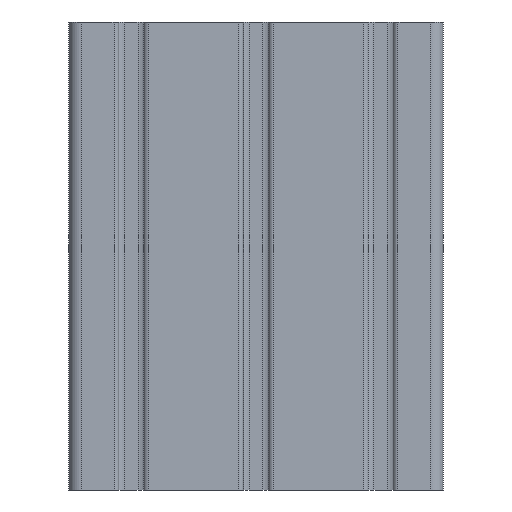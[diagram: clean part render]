
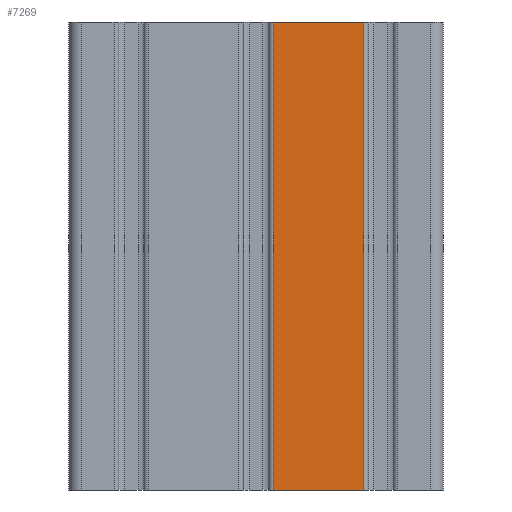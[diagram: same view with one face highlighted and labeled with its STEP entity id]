
A CAD part, front view. The second image highlights one B-rep face of the part: STEP entity #7269.
In plain terms, the highlighted planar face has unit normal (0, -1, 0).
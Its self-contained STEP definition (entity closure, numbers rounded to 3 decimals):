
#45 = PLANE('',#46);
#46 = AXIS2_PLACEMENT_3D('',#47,#48,#49);
#47 = CARTESIAN_POINT('',(60.,20.,0.));
#48 = DIRECTION('',(0.,0.,1.));
#49 = DIRECTION('',(1.,0.,-0.));
#102 = PLANE('',#103);
#103 = AXIS2_PLACEMENT_3D('',#104,#105,#106);
#104 = CARTESIAN_POINT('',(60.,20.,150.));
#105 = DIRECTION('',(0.,0.,1.));
#106 = DIRECTION('',(1.,0.,-0.));
#2465 = CYLINDRICAL_SURFACE('',#2466,1.5);
#2466 = AXIS2_PLACEMENT_3D('',#2467,#2468,#2469);
#2467 = CARTESIAN_POINT('',(94.5,1.5,0.));
#2468 = DIRECTION('',(0.,0.,-1.));
#2469 = DIRECTION('',(0.,-1.,0.));
#3572 = VERTEX_POINT('',#3573);
#3573 = CARTESIAN_POINT('',(94.5,0.,150.));
#3595 = EDGE_CURVE('',#3596,#3572,#3598,.T.);
#3596 = VERTEX_POINT('',#3597);
#3597 = CARTESIAN_POINT('',(94.5,0.,0.));
#3598 = SURFACE_CURVE('',#3599,(#3603,#3610),.PCURVE_S1.);
#3599 = LINE('',#3600,#3601);
#3600 = CARTESIAN_POINT('',(94.5,0.,0.));
#3601 = VECTOR('',#3602,1.);
#3602 = DIRECTION('',(0.,0.,1.));
#3603 = PCURVE('',#2465,#3604);
#3604 = DEFINITIONAL_REPRESENTATION('',(#3605),#3609);
#3605 = LINE('',#3606,#3607);
#3606 = CARTESIAN_POINT('',(6.283,0.));
#3607 = VECTOR('',#3608,1.);
#3608 = DIRECTION('',(0.,-1.));
#3609 = ( GEOMETRIC_REPRESENTATION_CONTEXT(2) 
PARAMETRIC_REPRESENTATION_CONTEXT() REPRESENTATION_CONTEXT('2D SPACE',''
  ) );
#3610 = PCURVE('',#3611,#3616);
#3611 = PLANE('',#3612);
#3612 = AXIS2_PLACEMENT_3D('',#3613,#3614,#3615);
#3613 = CARTESIAN_POINT('',(116.,0.,0.));
#3614 = DIRECTION('',(0.,-1.,0.));
#3615 = DIRECTION('',(1.,0.,0.));
#3616 = DEFINITIONAL_REPRESENTATION('',(#3617),#3621);
#3617 = LINE('',#3618,#3619);
#3618 = CARTESIAN_POINT('',(-21.5,0.));
#3619 = VECTOR('',#3620,1.);
#3620 = DIRECTION('',(0.,1.));
#3621 = ( GEOMETRIC_REPRESENTATION_CONTEXT(2) 
PARAMETRIC_REPRESENTATION_CONTEXT() REPRESENTATION_CONTEXT('2D SPACE',''
  ) );
#3708 = EDGE_CURVE('',#3709,#3596,#3711,.T.);
#3709 = VERTEX_POINT('',#3710);
#3710 = CARTESIAN_POINT('',(65.5,0.,0.));
#3711 = SURFACE_CURVE('',#3712,(#3716,#3723),.PCURVE_S1.);
#3712 = LINE('',#3713,#3714);
#3713 = CARTESIAN_POINT('',(4.,0.,0.));
#3714 = VECTOR('',#3715,1.);
#3715 = DIRECTION('',(1.,0.,0.));
#3716 = PCURVE('',#45,#3717);
#3717 = DEFINITIONAL_REPRESENTATION('',(#3718),#3722);
#3718 = LINE('',#3719,#3720);
#3719 = CARTESIAN_POINT('',(-56.,-20.));
#3720 = VECTOR('',#3721,1.);
#3721 = DIRECTION('',(1.,0.));
#3722 = ( GEOMETRIC_REPRESENTATION_CONTEXT(2) 
PARAMETRIC_REPRESENTATION_CONTEXT() REPRESENTATION_CONTEXT('2D SPACE',''
  ) );
#3723 = PCURVE('',#3611,#3724);
#3724 = DEFINITIONAL_REPRESENTATION('',(#3725),#3729);
#3725 = LINE('',#3726,#3727);
#3726 = CARTESIAN_POINT('',(-112.,0.));
#3727 = VECTOR('',#3728,1.);
#3728 = DIRECTION('',(1.,0.));
#3729 = ( GEOMETRIC_REPRESENTATION_CONTEXT(2) 
PARAMETRIC_REPRESENTATION_CONTEXT() REPRESENTATION_CONTEXT('2D SPACE',''
  ) );
#3752 = CYLINDRICAL_SURFACE('',#3753,1.5);
#3753 = AXIS2_PLACEMENT_3D('',#3754,#3755,#3756);
#3754 = CARTESIAN_POINT('',(65.5,1.5,0.));
#3755 = DIRECTION('',(0.,0.,-1.));
#3756 = DIRECTION('',(-1.,0.,0.));
#7269 = ADVANCED_FACE('',(#7270),#3611,.T.);
#7270 = FACE_BOUND('',#7271,.T.);
#7271 = EDGE_LOOP('',(#7272,#7273,#7296,#7317));
#7272 = ORIENTED_EDGE('',*,*,#3595,.T.);
#7273 = ORIENTED_EDGE('',*,*,#7274,.T.);
#7274 = EDGE_CURVE('',#3572,#7275,#7277,.T.);
#7275 = VERTEX_POINT('',#7276);
#7276 = CARTESIAN_POINT('',(65.5,0.,150.));
#7277 = SURFACE_CURVE('',#7278,(#7282,#7289),.PCURVE_S1.);
#7278 = LINE('',#7279,#7280);
#7279 = CARTESIAN_POINT('',(4.,0.,150.));
#7280 = VECTOR('',#7281,1.);
#7281 = DIRECTION('',(-1.,0.,0.));
#7282 = PCURVE('',#3611,#7283);
#7283 = DEFINITIONAL_REPRESENTATION('',(#7284),#7288);
#7284 = LINE('',#7285,#7286);
#7285 = CARTESIAN_POINT('',(-112.,150.));
#7286 = VECTOR('',#7287,1.);
#7287 = DIRECTION('',(-1.,0.));
#7288 = ( GEOMETRIC_REPRESENTATION_CONTEXT(2) 
PARAMETRIC_REPRESENTATION_CONTEXT() REPRESENTATION_CONTEXT('2D SPACE',''
  ) );
#7289 = PCURVE('',#102,#7290);
#7290 = DEFINITIONAL_REPRESENTATION('',(#7291),#7295);
#7291 = LINE('',#7292,#7293);
#7292 = CARTESIAN_POINT('',(-56.,-20.));
#7293 = VECTOR('',#7294,1.);
#7294 = DIRECTION('',(-1.,0.));
#7295 = ( GEOMETRIC_REPRESENTATION_CONTEXT(2) 
PARAMETRIC_REPRESENTATION_CONTEXT() REPRESENTATION_CONTEXT('2D SPACE',''
  ) );
#7296 = ORIENTED_EDGE('',*,*,#7297,.T.);
#7297 = EDGE_CURVE('',#7275,#3709,#7298,.T.);
#7298 = SURFACE_CURVE('',#7299,(#7303,#7310),.PCURVE_S1.);
#7299 = LINE('',#7300,#7301);
#7300 = CARTESIAN_POINT('',(65.5,0.,75.));
#7301 = VECTOR('',#7302,1.);
#7302 = DIRECTION('',(0.,0.,-1.));
#7303 = PCURVE('',#3611,#7304);
#7304 = DEFINITIONAL_REPRESENTATION('',(#7305),#7309);
#7305 = LINE('',#7306,#7307);
#7306 = CARTESIAN_POINT('',(-50.5,75.));
#7307 = VECTOR('',#7308,1.);
#7308 = DIRECTION('',(0.,-1.));
#7309 = ( GEOMETRIC_REPRESENTATION_CONTEXT(2) 
PARAMETRIC_REPRESENTATION_CONTEXT() REPRESENTATION_CONTEXT('2D SPACE',''
  ) );
#7310 = PCURVE('',#3752,#7311);
#7311 = DEFINITIONAL_REPRESENTATION('',(#7312),#7316);
#7312 = LINE('',#7313,#7314);
#7313 = CARTESIAN_POINT('',(4.712,-75.));
#7314 = VECTOR('',#7315,1.);
#7315 = DIRECTION('',(0.,1.));
#7316 = ( GEOMETRIC_REPRESENTATION_CONTEXT(2) 
PARAMETRIC_REPRESENTATION_CONTEXT() REPRESENTATION_CONTEXT('2D SPACE',''
  ) );
#7317 = ORIENTED_EDGE('',*,*,#3708,.T.);
